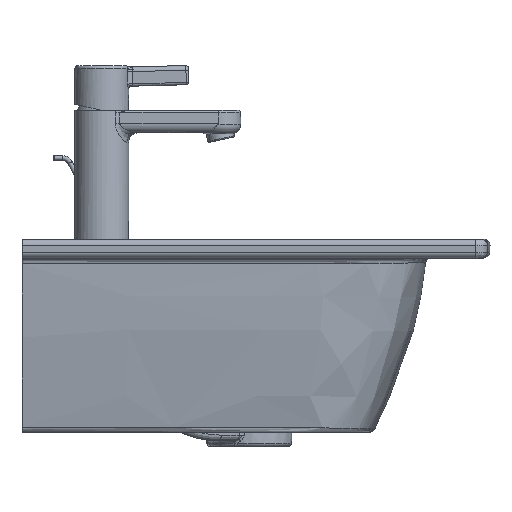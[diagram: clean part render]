
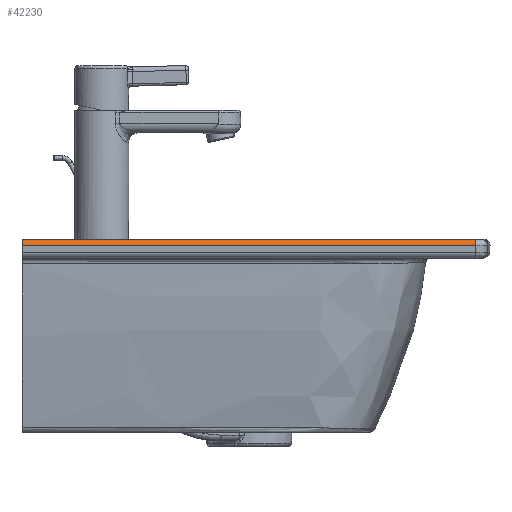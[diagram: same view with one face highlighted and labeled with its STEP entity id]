
A CAD part, front view. The second image highlights one B-rep face of the part: STEP entity #42230.
In plain terms, the highlighted cylindrical face has radius 5 mm (diameter 10 mm), a partial arc.
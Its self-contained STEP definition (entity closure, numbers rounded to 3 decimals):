
#41500=CARTESIAN_POINT('',(0.0,-309.731,0.0));
#41501=VERTEX_POINT('',#41500);
#41540=CARTESIAN_POINT('',(0.0,-314.724,-5.262));
#41541=VERTEX_POINT('',#41540);
#41548=CARTESIAN_POINT('',(0.0,-309.731,-5.0));
#41549=DIRECTION('',(-1.0,0.0,0.0));
#41550=DIRECTION('',(0.0,1.0,0.0));
#41551=AXIS2_PLACEMENT_3D('',#41548,#41549,#41550);
#41552=CIRCLE('',#41551,5.0);
#41553=EDGE_CURVE('',#41501,#41541,#41552,.F.);
#41653=CARTESIAN_POINT('',(387.865,-314.724,-5.262));
#41654=VERTEX_POINT('',#41653);
#41655=CARTESIAN_POINT('',(0.,-314.724,-5.262));
#41656=DIRECTION('',(1.0,0.0,0.0));
#41657=VECTOR('',#41656,387.865);
#41658=LINE('',#41655,#41657);
#41659=EDGE_CURVE('',#41541,#41654,#41658,.T.);
#41837=CARTESIAN_POINT('',(387.865,-309.731,0.));
#41838=VERTEX_POINT('',#41837);
#41839=CARTESIAN_POINT('',(387.865,-309.731,-5.));
#41840=DIRECTION('',(-1.,0.,0.));
#41841=DIRECTION('',(0.,0.,1.));
#41842=AXIS2_PLACEMENT_3D('',#41839,#41840,#41841);
#41843=CIRCLE('',#41842,5.);
#41844=EDGE_CURVE('',#41838,#41654,#41843,.F.);
#42214=CARTESIAN_POINT('',(200.0,-309.731,-5.0));
#42215=DIRECTION('',(1.0,0.0,0.0));
#42216=DIRECTION('',(0.0,0.0,1.0));
#42217=AXIS2_PLACEMENT_3D('',#42214,#42215,#42216);
#42218=CYLINDRICAL_SURFACE('',#42217,5.0);
#42219=ORIENTED_EDGE('',*,*,#41659,.T.);
#42220=ORIENTED_EDGE('',*,*,#41844,.F.);
#42221=CARTESIAN_POINT('',(0.0,-309.731,0.));
#42222=DIRECTION('',(1.0,0.0,0.0));
#42223=VECTOR('',#42222,387.865);
#42224=LINE('',#42221,#42223);
#42225=EDGE_CURVE('',#41501,#41838,#42224,.T.);
#42226=ORIENTED_EDGE('',*,*,#42225,.F.);
#42227=ORIENTED_EDGE('',*,*,#41553,.T.);
#42228=EDGE_LOOP('',(#42219,#42220,#42226,#42227));
#42229=FACE_OUTER_BOUND('',#42228,.T.);
#42230=ADVANCED_FACE('',(#42229),#42218,.T.);
